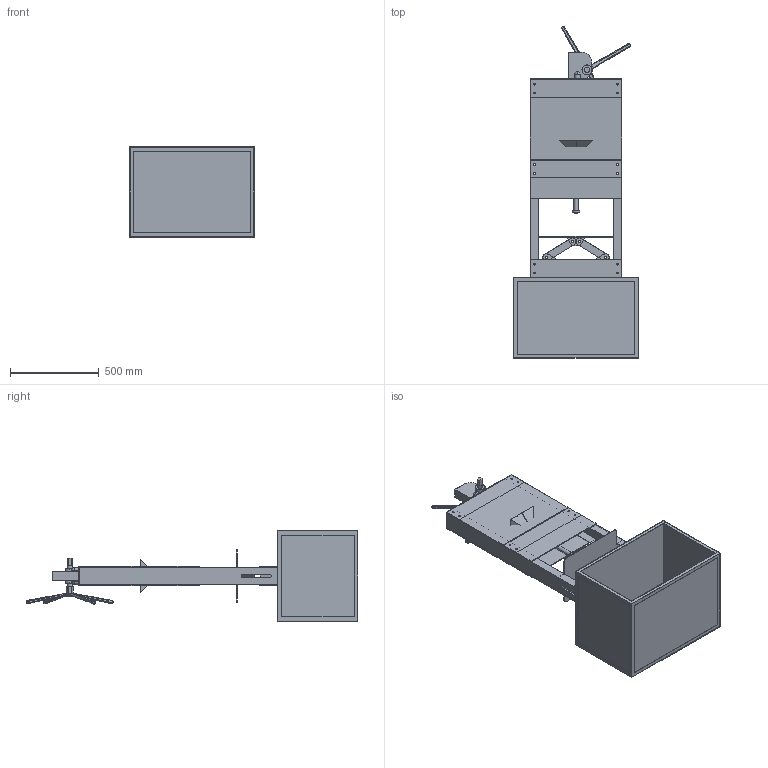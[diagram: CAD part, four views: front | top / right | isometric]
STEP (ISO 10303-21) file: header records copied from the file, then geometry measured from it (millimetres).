
FILE_DESCRIPTION((''),'2;1');
FILE_NAME('CONJUNT_INJECTION_MACHINE_V2_ASM','2019-01-25T',('Aniol'),(''),'CREO PARAMETRIC BY PTC INC, 2014440','CREO PARAMETRIC BY PTC INC, 2014440','');
FILE_SCHEMA(('CONFIG_CONTROL_DESIGN'));
Products named in the file (30): ESTRUCTURA; BASE1_GAT; BRAC_1_GAT; BRAC_2_GAT; BASE2_GAT; GAT_AF0_ASM; PLACA1; BASE_MOTLLE; PLACA2; PLACA3; CAMISA; POLICARBONAT1; POLICARBONAT2; BORES_CAIXA; FUSTA_CAIXA_TOP; FUSTA_CAIXA_FRONT; FUSTA_CAIXA_SIDE; CONJUNT_CAIXA_ASM; BOQUILLA; FEMELLA_KM5_M25; EMBUT_PIRAMIDE; EMBUT_CAMISA; EMBUT_ASM; PLACA_HORITZONTAL_TOP; PLACA_HORITZONTAL_MID; PLACA_HORITZONTAL_BOT; CARCASSA_ENGRANATGES; VOLANT; EMBUT_CON; CONJUNT_INJECTION_MACHINE_V2_ASM
Assembly tree (43 placements, depth 3):
  CONJUNT_INJECTION_MACHINE_V2_ASM
    ESTRUCTURA  x2
    GAT_AF0_ASM
      BASE1_GAT
      BRAC_1_GAT  x2
      BRAC_2_GAT  x2
      BASE2_GAT
    PLACA1  x6
    BASE_MOTLLE
    PLACA2  x2
    PLACA3
    CAMISA
    POLICARBONAT1  x2
    POLICARBONAT2  x2
    CONJUNT_CAIXA_ASM
      BORES_CAIXA
      FUSTA_CAIXA_TOP  x2
      FUSTA_CAIXA_FRONT
      FUSTA_CAIXA_SIDE  x2
    BOQUILLA
    FEMELLA_KM5_M25
    EMBUT_ASM
      EMBUT_PIRAMIDE
      EMBUT_CAMISA
      FEMELLA_KM5_M25
    PLACA_HORITZONTAL_TOP
    PLACA_HORITZONTAL_MID
    PLACA_HORITZONTAL_BOT
    CARCASSA_ENGRANATGES
    VOLANT
    EMBUT_CON
Bounding box: 700 x 1865.07 x 506 mm (x, y, z)
Volume: 33526661.4 mm3; surface area: 8231526.5 mm2
Topology: 42 solids, 50 shells, 859 faces, 2166 edges, 1399 vertices
Faces by surface type: plane 422, cylinder 314, bspline 99, cone 12, torus 8, sphere 4
Entity records: 26975 total; most frequent: CARTESIAN_POINT 10627, ORIENTED_EDGE 3216, DIRECTION 3183, EDGE_CURVE 1640, AXIS2_PLACEMENT_3D 1137, VERTEX_POINT 1051, VECTOR 909, LINE 909
